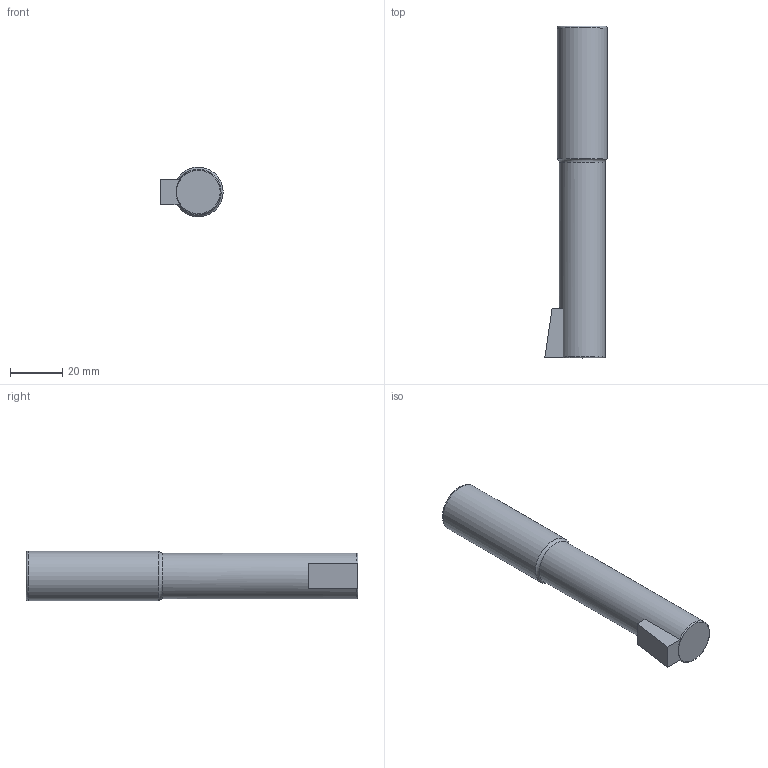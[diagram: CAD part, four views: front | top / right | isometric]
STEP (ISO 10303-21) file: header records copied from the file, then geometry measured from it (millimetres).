
FILE_DESCRIPTION(/* description */ (''),/* implementation_level */ '2;1');
FILE_NAME(/* name */ 'T38SM.stp',/* time_stamp */ '2024-05-02T15:08:32-07:00',/* author */ ('shane'),/* organization */ (''),/* preprocessor_version */ 'ST-DEVELOPER v20',/* originating_system */ 'Autodesk Inventor 2024',/* authorisation */ '');
FILE_SCHEMA (('AUTOMOTIVE_DESIGN { 1 0 10303 214 3 1 1 }'));
Length unit declared in the file: inch
Products named in the file (1): T38SM Broach Assy_Simplify_1
Bounding box: 23.84 x 127 x 19.04 mm (x, y, z)
Volume: 33593.7 mm3; surface area: 8031.9 mm2
Topology: 1 solids, 1 shells, 12 faces, 30 edges, 20 vertices
Faces by surface type: plane 7, torus 3, cylinder 2
Full cylindrical faces by diameter (mm): 17.475 x1, 19.037 x1
Entity records: 481 total; most frequent: CARTESIAN_POINT 107, DIRECTION 68, ORIENTED_EDGE 60, EDGE_CURVE 30, AXIS2_PLACEMENT_3D 28, VERTEX_POINT 20, CIRCLE 14, LINE 12
